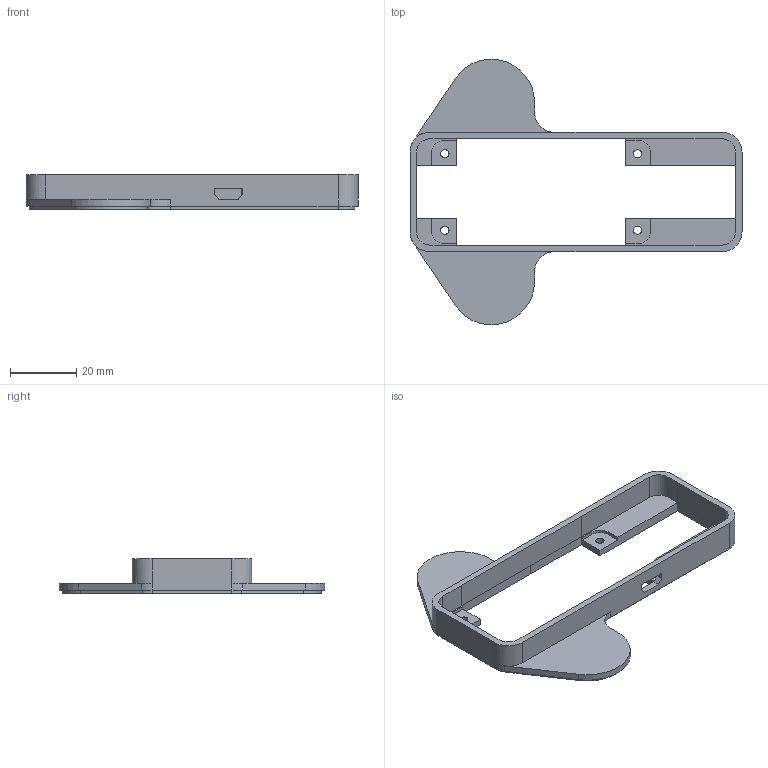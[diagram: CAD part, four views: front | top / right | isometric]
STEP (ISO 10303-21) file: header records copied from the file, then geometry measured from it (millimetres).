
FILE_DESCRIPTION(('FreeCAD Model'),'2;1');
FILE_NAME('Open CASCADE Shape Model','2024-01-14T11:05:53',('Author'),( ''),'Open CASCADE STEP processor 7.6','FreeCAD','Unknown');
FILE_SCHEMA(('AUTOMOTIVE_DESIGN { 1 0 10303 214 1 1 1 1 }'));
Length unit declared in the file: millimetre
Products named in the file (2): pizero-body; Body
Assembly tree (1 placements, depth 2):
  pizero-body
    Body
Bounding box: 100 x 79.98 x 10.5 mm (x, y, z)
Volume: 10238.5 mm3; surface area: 10258.3 mm2
Topology: 1 solids, 1 shells, 112 faces, 313 edges, 202 vertices
Faces by surface type: plane 82, cylinder 30
Full cylindrical faces by diameter (mm): 2.5 x4
Entity records: 7804 total; most frequent: CARTESIAN_POINT 1471, DIRECTION 1197, LINE 805, VECTOR 805, ORIENTED_EDGE 626, PCURVE 626, DEFINITIONAL_REPRESENTATION 626, EDGE_CURVE 313
